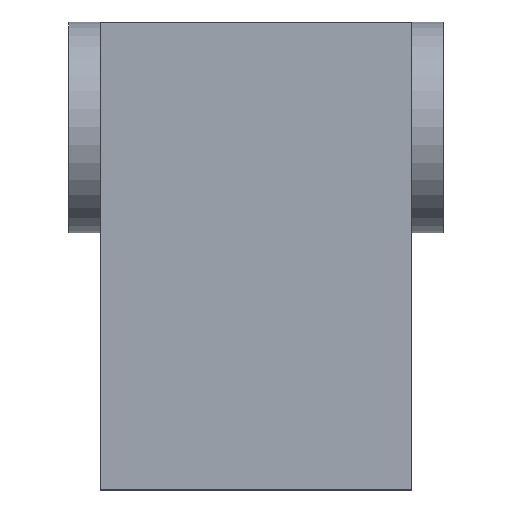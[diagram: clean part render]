
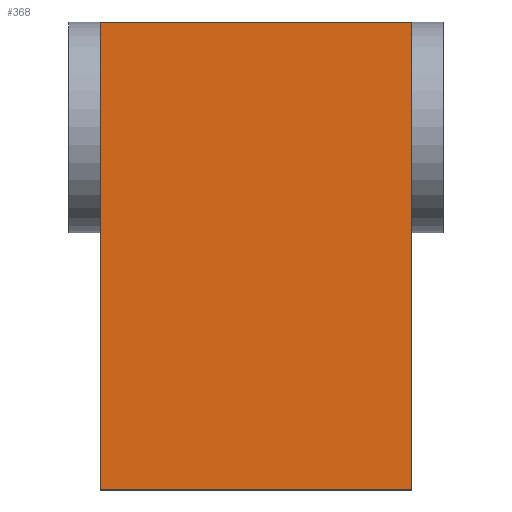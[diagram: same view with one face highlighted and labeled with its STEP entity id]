
A CAD part, top view. The second image highlights one B-rep face of the part: STEP entity #368.
In plain terms, the highlighted planar face has unit normal (0, 0, 1).
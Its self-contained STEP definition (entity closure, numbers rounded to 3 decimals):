
#54 = VERTEX_POINT('',#55);
#55 = CARTESIAN_POINT('',(100.,-150.,70.));
#62 = PLANE('',#63);
#63 = AXIS2_PLACEMENT_3D('',#64,#65,#66);
#64 = CARTESIAN_POINT('',(100.,-150.,0.));
#65 = DIRECTION('',(-1.,0.,0.));
#66 = DIRECTION('',(0.,1.,0.));
#74 = PLANE('',#75);
#75 = AXIS2_PLACEMENT_3D('',#76,#77,#78);
#76 = CARTESIAN_POINT('',(-100.,-150.,0.));
#77 = DIRECTION('',(0.,1.,0.));
#78 = DIRECTION('',(1.,0.,0.));
#86 = EDGE_CURVE('',#54,#87,#89,.T.);
#87 = VERTEX_POINT('',#88);
#88 = CARTESIAN_POINT('',(100.,150.,70.));
#89 = SURFACE_CURVE('',#90,(#94,#101),.PCURVE_S1.);
#90 = LINE('',#91,#92);
#91 = CARTESIAN_POINT('',(100.,-150.,70.));
#92 = VECTOR('',#93,1.);
#93 = DIRECTION('',(0.,1.,0.));
#94 = PCURVE('',#62,#95);
#95 = DEFINITIONAL_REPRESENTATION('',(#96),#100);
#96 = LINE('',#97,#98);
#97 = CARTESIAN_POINT('',(0.,-70.));
#98 = VECTOR('',#99,1.);
#99 = DIRECTION('',(1.,0.));
#100 = ( GEOMETRIC_REPRESENTATION_CONTEXT(2) 
PARAMETRIC_REPRESENTATION_CONTEXT() REPRESENTATION_CONTEXT('2D SPACE',''
  ) );
#101 = PCURVE('',#102,#107);
#102 = PLANE('',#103);
#103 = AXIS2_PLACEMENT_3D('',#104,#105,#106);
#104 = CARTESIAN_POINT('',(0.,0.,70.));
#105 = DIRECTION('',(0.,0.,1.));
#106 = DIRECTION('',(1.,0.,0.));
#107 = DEFINITIONAL_REPRESENTATION('',(#108),#112);
#108 = LINE('',#109,#110);
#109 = CARTESIAN_POINT('',(100.,-150.));
#110 = VECTOR('',#111,1.);
#111 = DIRECTION('',(0.,1.));
#112 = ( GEOMETRIC_REPRESENTATION_CONTEXT(2) 
PARAMETRIC_REPRESENTATION_CONTEXT() REPRESENTATION_CONTEXT('2D SPACE',''
  ) );
#130 = PLANE('',#131);
#131 = AXIS2_PLACEMENT_3D('',#132,#133,#134);
#132 = CARTESIAN_POINT('',(100.,150.,0.));
#133 = DIRECTION('',(0.,-1.,0.));
#134 = DIRECTION('',(-1.,0.,0.));
#172 = EDGE_CURVE('',#87,#173,#175,.T.);
#173 = VERTEX_POINT('',#174);
#174 = CARTESIAN_POINT('',(-100.,150.,70.));
#175 = SURFACE_CURVE('',#176,(#180,#187),.PCURVE_S1.);
#176 = LINE('',#177,#178);
#177 = CARTESIAN_POINT('',(100.,150.,70.));
#178 = VECTOR('',#179,1.);
#179 = DIRECTION('',(-1.,0.,0.));
#180 = PCURVE('',#130,#181);
#181 = DEFINITIONAL_REPRESENTATION('',(#182),#186);
#182 = LINE('',#183,#184);
#183 = CARTESIAN_POINT('',(0.,-70.));
#184 = VECTOR('',#185,1.);
#185 = DIRECTION('',(1.,0.));
#186 = ( GEOMETRIC_REPRESENTATION_CONTEXT(2) 
PARAMETRIC_REPRESENTATION_CONTEXT() REPRESENTATION_CONTEXT('2D SPACE',''
  ) );
#187 = PCURVE('',#102,#188);
#188 = DEFINITIONAL_REPRESENTATION('',(#189),#193);
#189 = LINE('',#190,#191);
#190 = CARTESIAN_POINT('',(100.,150.));
#191 = VECTOR('',#192,1.);
#192 = DIRECTION('',(-1.,0.));
#193 = ( GEOMETRIC_REPRESENTATION_CONTEXT(2) 
PARAMETRIC_REPRESENTATION_CONTEXT() REPRESENTATION_CONTEXT('2D SPACE',''
  ) );
#211 = PLANE('',#212);
#212 = AXIS2_PLACEMENT_3D('',#213,#214,#215);
#213 = CARTESIAN_POINT('',(-100.,150.,0.));
#214 = DIRECTION('',(1.,0.,0.));
#215 = DIRECTION('',(0.,-1.,0.));
#248 = EDGE_CURVE('',#173,#249,#251,.T.);
#249 = VERTEX_POINT('',#250);
#250 = CARTESIAN_POINT('',(-100.,-150.,70.));
#251 = SURFACE_CURVE('',#252,(#256,#263),.PCURVE_S1.);
#252 = LINE('',#253,#254);
#253 = CARTESIAN_POINT('',(-100.,150.,70.));
#254 = VECTOR('',#255,1.);
#255 = DIRECTION('',(0.,-1.,0.));
#256 = PCURVE('',#211,#257);
#257 = DEFINITIONAL_REPRESENTATION('',(#258),#262);
#258 = LINE('',#259,#260);
#259 = CARTESIAN_POINT('',(0.,-70.));
#260 = VECTOR('',#261,1.);
#261 = DIRECTION('',(1.,0.));
#262 = ( GEOMETRIC_REPRESENTATION_CONTEXT(2) 
PARAMETRIC_REPRESENTATION_CONTEXT() REPRESENTATION_CONTEXT('2D SPACE',''
  ) );
#263 = PCURVE('',#102,#264);
#264 = DEFINITIONAL_REPRESENTATION('',(#265),#269);
#265 = LINE('',#266,#267);
#266 = CARTESIAN_POINT('',(-100.,150.));
#267 = VECTOR('',#268,1.);
#268 = DIRECTION('',(0.,-1.));
#269 = ( GEOMETRIC_REPRESENTATION_CONTEXT(2) 
PARAMETRIC_REPRESENTATION_CONTEXT() REPRESENTATION_CONTEXT('2D SPACE',''
  ) );
#319 = EDGE_CURVE('',#249,#54,#320,.T.);
#320 = SURFACE_CURVE('',#321,(#325,#332),.PCURVE_S1.);
#321 = LINE('',#322,#323);
#322 = CARTESIAN_POINT('',(-100.,-150.,70.));
#323 = VECTOR('',#324,1.);
#324 = DIRECTION('',(1.,0.,0.));
#325 = PCURVE('',#74,#326);
#326 = DEFINITIONAL_REPRESENTATION('',(#327),#331);
#327 = LINE('',#328,#329);
#328 = CARTESIAN_POINT('',(0.,-70.));
#329 = VECTOR('',#330,1.);
#330 = DIRECTION('',(1.,0.));
#331 = ( GEOMETRIC_REPRESENTATION_CONTEXT(2) 
PARAMETRIC_REPRESENTATION_CONTEXT() REPRESENTATION_CONTEXT('2D SPACE',''
  ) );
#332 = PCURVE('',#102,#333);
#333 = DEFINITIONAL_REPRESENTATION('',(#334),#338);
#334 = LINE('',#335,#336);
#335 = CARTESIAN_POINT('',(-100.,-150.));
#336 = VECTOR('',#337,1.);
#337 = DIRECTION('',(1.,0.));
#338 = ( GEOMETRIC_REPRESENTATION_CONTEXT(2) 
PARAMETRIC_REPRESENTATION_CONTEXT() REPRESENTATION_CONTEXT('2D SPACE',''
  ) );
#368 = ADVANCED_FACE('',(#369),#102,.T.);
#369 = FACE_BOUND('',#370,.T.);
#370 = EDGE_LOOP('',(#371,#372,#373,#374));
#371 = ORIENTED_EDGE('',*,*,#86,.T.);
#372 = ORIENTED_EDGE('',*,*,#172,.T.);
#373 = ORIENTED_EDGE('',*,*,#248,.T.);
#374 = ORIENTED_EDGE('',*,*,#319,.T.);
